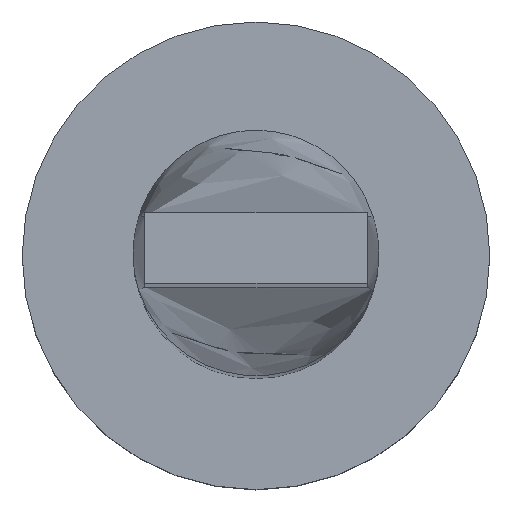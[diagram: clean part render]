
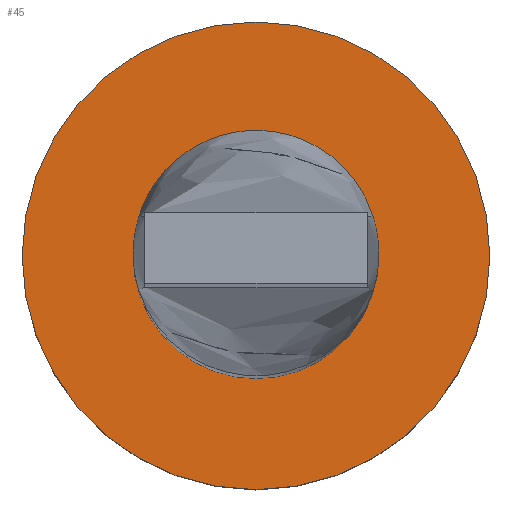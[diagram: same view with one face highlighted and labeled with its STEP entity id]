
A CAD part, top view. The second image highlights one B-rep face of the part: STEP entity #45.
In plain terms, the highlighted planar face has unit normal (0, 0, 1).
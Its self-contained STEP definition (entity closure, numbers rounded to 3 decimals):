
#23 = CARTESIAN_POINT ( 'NONE',  ( 2.1, 0., 3. ) ) ;
#27 = DIRECTION ( 'NONE',  ( 1., 0., 0. ) ) ;
#30 = DIRECTION ( 'NONE',  ( 0., 0., 1. ) ) ;
#43 = CARTESIAN_POINT ( 'NONE',  ( 0., 0., 3. ) ) ;
#45 = ADVANCED_FACE ( 'NONE', ( #536, #255 ), #387, .T. ) ;
#49 = VERTEX_POINT ( 'NONE', #118 ) ;
#52 = CIRCLE ( 'NONE', #375, 4. ) ;
#89 = EDGE_CURVE ( 'NONE', #178, #326, #455, .T. ) ;
#90 = ORIENTED_EDGE ( 'NONE', *, *, #230, .T. ) ;
#118 = CARTESIAN_POINT ( 'NONE',  ( -4., 0., 3. ) ) ;
#122 = CIRCLE ( 'NONE', #467, 2.1 ) ;
#128 = EDGE_CURVE ( 'NONE', #326, #178, #122, .T. ) ;
#178 = VERTEX_POINT ( 'NONE', #23 ) ;
#191 = VERTEX_POINT ( 'NONE', #236 ) ;
#211 = AXIS2_PLACEMENT_3D ( 'NONE', #327, #579, #548 ) ;
#227 = CARTESIAN_POINT ( 'NONE',  ( -2.1, 0., 3. ) ) ;
#230 = EDGE_CURVE ( 'NONE', #191, #49, #329, .T. ) ;
#236 = CARTESIAN_POINT ( 'NONE',  ( 4., 0., 3. ) ) ;
#255 = FACE_OUTER_BOUND ( 'NONE', #432, .T. ) ;
#295 = DIRECTION ( 'NONE',  ( 0., 0., 1. ) ) ;
#302 = CARTESIAN_POINT ( 'NONE',  ( 0., 0., 3. ) ) ;
#310 = ORIENTED_EDGE ( 'NONE', *, *, #128, .F. ) ;
#320 = DIRECTION ( 'NONE',  ( 0., 0., 1. ) ) ;
#326 = VERTEX_POINT ( 'NONE', #227 ) ;
#327 = CARTESIAN_POINT ( 'NONE',  ( 0., 0., 3. ) ) ;
#329 = CIRCLE ( 'NONE', #540, 4. ) ;
#371 = CARTESIAN_POINT ( 'NONE',  ( 0., 0., 3. ) ) ;
#375 = AXIS2_PLACEMENT_3D ( 'NONE', #371, #295, #460 ) ;
#387 = PLANE ( 'NONE',  #575 ) ;
#404 = DIRECTION ( 'NONE',  ( 1., 0., 0. ) ) ;
#405 = EDGE_CURVE ( 'NONE', #49, #191, #52, .T. ) ;
#420 = CARTESIAN_POINT ( 'NONE',  ( 0., 0., 3. ) ) ;
#432 = EDGE_LOOP ( 'NONE', ( #566, #90 ) ) ;
#452 = ORIENTED_EDGE ( 'NONE', *, *, #89, .F. ) ;
#455 = CIRCLE ( 'NONE', #211, 2.1 ) ;
#460 = DIRECTION ( 'NONE',  ( 1., 0., 0. ) ) ;
#467 = AXIS2_PLACEMENT_3D ( 'NONE', #43, #320, #404 ) ;
#473 = DIRECTION ( 'NONE',  ( 0., 0., 1. ) ) ;
#475 = EDGE_LOOP ( 'NONE', ( #310, #452 ) ) ;
#518 = DIRECTION ( 'NONE',  ( 1., 0., 0. ) ) ;
#536 = FACE_BOUND ( 'NONE', #475, .T. ) ;
#540 = AXIS2_PLACEMENT_3D ( 'NONE', #302, #30, #518 ) ;
#548 = DIRECTION ( 'NONE',  ( 1., 0., 0. ) ) ;
#566 = ORIENTED_EDGE ( 'NONE', *, *, #405, .T. ) ;
#575 = AXIS2_PLACEMENT_3D ( 'NONE', #420, #473, #27 ) ;
#579 = DIRECTION ( 'NONE',  ( 0., 0., 1. ) ) ;
